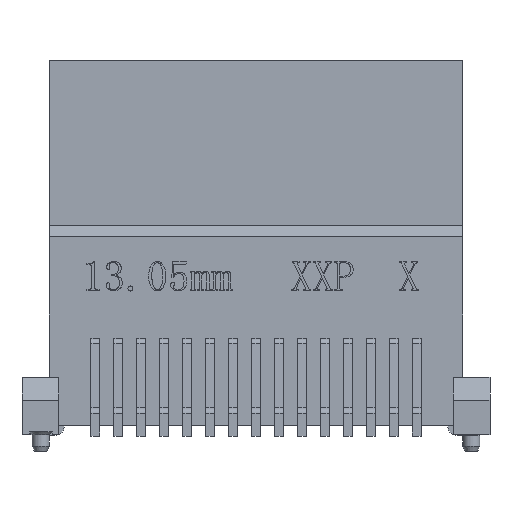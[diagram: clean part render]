
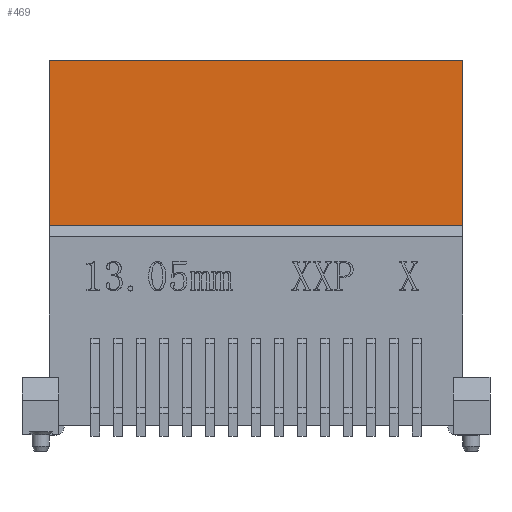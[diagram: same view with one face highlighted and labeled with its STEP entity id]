
A CAD part, front view. The second image highlights one B-rep face of the part: STEP entity #469.
In plain terms, the highlighted planar face has unit normal (0, -1, 0).
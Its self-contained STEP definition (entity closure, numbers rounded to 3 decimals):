
#333=CARTESIAN_POINT('',(7.2,-1.75,7.3));
#334=VERTEX_POINT('',#333);
#343=CARTESIAN_POINT('',(-7.2,-1.75,7.3));
#344=VERTEX_POINT('',#343);
#345=CARTESIAN_POINT('',(7.2,-1.75,7.3));
#346=DIRECTION('',(-1.,0.,0.));
#347=VECTOR('',#346,14.4);
#348=LINE('',#345,#347);
#349=EDGE_CURVE('',#334,#344,#348,.T.);
#439=CARTESIAN_POINT('',(0.,-1.75,10.175));
#440=DIRECTION('',(0.,0.,1.));
#441=DIRECTION('',(0.,-1.,0.));
#442=AXIS2_PLACEMENT_3D('',#439,#441,#440);
#443=PLANE('',#442);
#444=CARTESIAN_POINT('',(-7.2,-1.75,13.05));
#445=VERTEX_POINT('',#444);
#446=CARTESIAN_POINT('',(-7.2,-1.75,7.3));
#447=DIRECTION('',(0.,0.,1.));
#448=VECTOR('',#447,5.75);
#449=LINE('',#446,#448);
#450=EDGE_CURVE('',#344,#445,#449,.T.);
#451=ORIENTED_EDGE('',*,*,#450,.F.);
#452=ORIENTED_EDGE('',*,*,#349,.F.);
#453=CARTESIAN_POINT('',(7.2,-1.75,13.05));
#454=VERTEX_POINT('',#453);
#455=CARTESIAN_POINT('',(7.2,-1.75,13.05));
#456=DIRECTION('',(0.,0.,-1.));
#457=VECTOR('',#456,5.75);
#458=LINE('',#455,#457);
#459=EDGE_CURVE('',#454,#334,#458,.T.);
#460=ORIENTED_EDGE('',*,*,#459,.F.);
#461=CARTESIAN_POINT('',(7.2,-1.75,13.05));
#462=DIRECTION('',(-1.,0.,0.));
#463=VECTOR('',#462,14.4);
#464=LINE('',#461,#463);
#465=EDGE_CURVE('',#454,#445,#464,.T.);
#466=ORIENTED_EDGE('',*,*,#465,.T.);
#467=EDGE_LOOP('',(#451,#452,#460,#466));
#468=FACE_OUTER_BOUND('',#467,.T.);
#469=ADVANCED_FACE('',(#468),#443,.T.);
